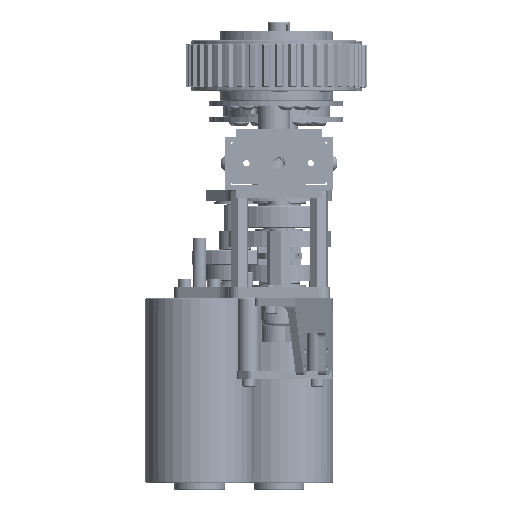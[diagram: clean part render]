
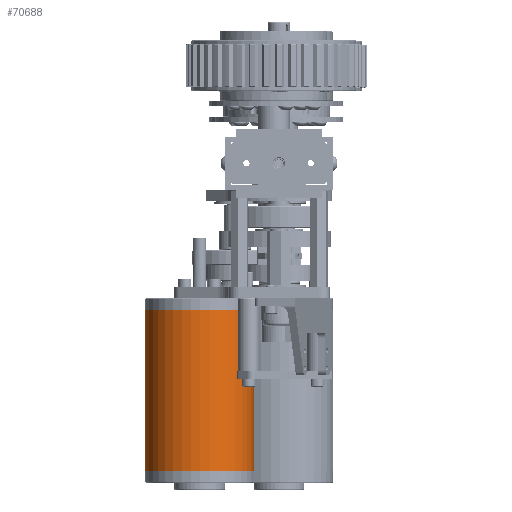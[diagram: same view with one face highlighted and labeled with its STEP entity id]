
A CAD part, left-side view. The second image highlights one B-rep face of the part: STEP entity #70688.
In plain terms, the highlighted cylindrical face has radius 32.207 mm (diameter 64.414 mm), a full revolution.
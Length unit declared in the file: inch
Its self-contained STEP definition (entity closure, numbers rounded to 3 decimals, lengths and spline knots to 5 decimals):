
#70646=CARTESIAN_POINT('',(-1.268,0.,0.0));
#70647=VERTEX_POINT('',#70646);
#70648=CARTESIAN_POINT('',(0.0,0.0,0.0));
#70649=DIRECTION('',(0.0,0.0,1.0));
#70650=DIRECTION('',(1.0,0.0,0.0));
#70651=AXIS2_PLACEMENT_3D('',#70648,#70649,#70650);
#70652=CIRCLE('',#70651,1.268);
#70653=EDGE_CURVE('',#70647,#70647,#70652,.T.);
#70669=CARTESIAN_POINT('',(0.0,0.0,0.0));
#70670=DIRECTION('',(0.0,0.0,-1.0));
#70671=DIRECTION('',(1.0,0.0,0.0));
#70672=AXIS2_PLACEMENT_3D('',#70669,#70670,#70671);
#70673=CYLINDRICAL_SURFACE('',#70672,1.268);
#70674=CARTESIAN_POINT('',(-1.268,0.,-3.764));
#70675=VERTEX_POINT('',#70674);
#70676=CARTESIAN_POINT('',(0.0,0.0,-3.764));
#70677=DIRECTION('',(0.0,0.0,1.0));
#70678=DIRECTION('',(1.0,0.0,0.0));
#70679=AXIS2_PLACEMENT_3D('',#70676,#70677,#70678);
#70680=CIRCLE('',#70679,1.268);
#70681=EDGE_CURVE('',#70675,#70675,#70680,.T.);
#70682=ORIENTED_EDGE('',*,*,#70681,.T.);
#70683=EDGE_LOOP('',(#70682));
#70684=FACE_OUTER_BOUND('',#70683,.T.);
#70685=ORIENTED_EDGE('',*,*,#70653,.F.);
#70686=EDGE_LOOP('',(#70685));
#70687=FACE_BOUND('',#70686,.T.);
#70688=ADVANCED_FACE('',(#70684,#70687),#70673,.T.);
